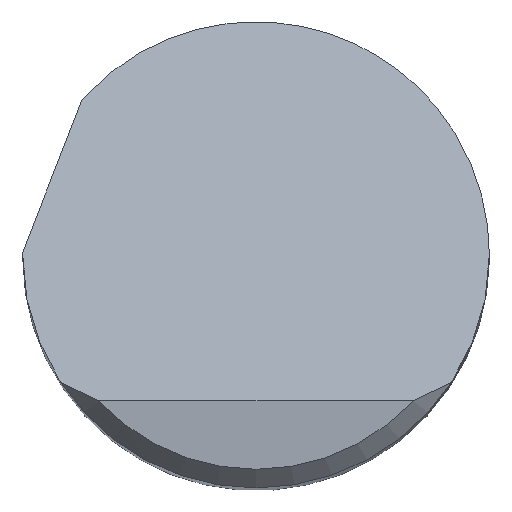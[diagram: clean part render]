
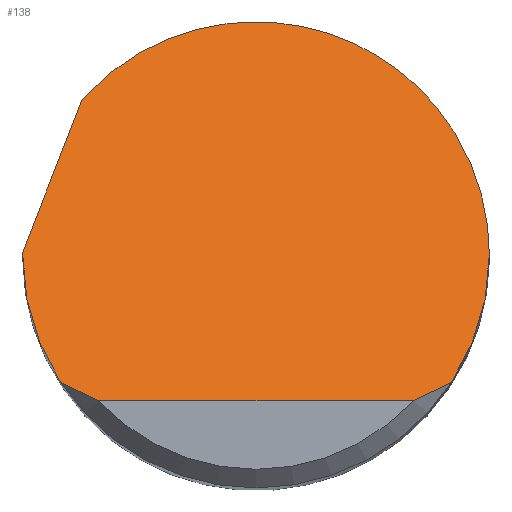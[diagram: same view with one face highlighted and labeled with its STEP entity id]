
A CAD part, top view. The second image highlights one B-rep face of the part: STEP entity #138.
In plain terms, the highlighted planar face has unit normal (0, 0.707, 0.707).
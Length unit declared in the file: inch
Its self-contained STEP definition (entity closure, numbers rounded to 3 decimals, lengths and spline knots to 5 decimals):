
#9 = FACE_OUTER_BOUND ( 'NONE', #255, .T. ) ;
#21 = AXIS2_PLACEMENT_3D ( 'NONE', #182, #75, #422 ) ;
#28 = EDGE_CURVE ( 'NONE', #553, #334, #448, .T. ) ;
#29 = CARTESIAN_POINT ( 'NONE',  ( 0.1875, 0.20437, 2.17813 ) ) ;
#33 = CARTESIAN_POINT ( 'NONE',  ( -0.1875, 0.00133, 2.38117 ) ) ;
#60 = ORIENTED_EDGE ( 'NONE', *, *, #74, .T. ) ;
#74 = EDGE_CURVE ( 'NONE', #750, #101, #701, .T. ) ;
#75 = DIRECTION ( 'NONE',  ( 0., -0.707, -0.707 ) ) ;
#84 = VECTOR ( 'NONE', #604, 39.37008 ) ;
#101 = VERTEX_POINT ( 'NONE', #761 ) ;
#105 = CARTESIAN_POINT ( 'NONE',  ( 0.17704, -0.0718, 2.4543 ) ) ;
#114 = CARTESIAN_POINT ( 'NONE',  ( -0.157, -0.1025, 2.485 ) ) ;
#116 = CARTESIAN_POINT ( 'NONE',  ( 0., -0.1175, 2.5 ) ) ;
#132 = ORIENTED_EDGE ( 'NONE', *, *, #28, .F. ) ;
#138 = ADVANCED_FACE ( 'NONE', ( #9 ), #668, .F. ) ;
#147 = ORIENTED_EDGE ( 'NONE', *, *, #590, .F. ) ;
#160 = EDGE_CURVE ( 'NONE', #101, #334, #710, .T. ) ;
#182 = CARTESIAN_POINT ( 'NONE',  ( -0.1875, -0.1175, 2.5 ) ) ;
#184 = ORIENTED_EDGE ( 'NONE', *, *, #335, .F. ) ;
#194 = VECTOR ( 'NONE', #287, 39.37008 ) ;
#205 = CARTESIAN_POINT ( 'NONE',  ( -0.14711, -0.10785, 2.49035 ) ) ;
#219 = CARTESIAN_POINT ( 'NONE',  ( -0.00341, 0.27733, 2.10517 ) ) ;
#231 = CARTESIAN_POINT ( 'NONE',  ( -0.157, -0.1025, 2.485 ) ) ;
#242 = CARTESIAN_POINT ( 'NONE',  ( 0.12629, -0.1175, 2.5 ) ) ;
#253 = CARTESIAN_POINT ( 'NONE',  ( -0.18749, 0.002, 2.3805 ) ) ;
#255 = EDGE_LOOP ( 'NONE', ( #60, #494, #132, #184, #147, #577, #681, #726 ) ) ;
#286 = CARTESIAN_POINT ( 'NONE',  ( -0.1875, 0., 2.3825 ) ) ;
#287 = DIRECTION ( 'NONE',  ( 1., 0., 0. ) ) ;
#300 = CARTESIAN_POINT ( 'NONE',  ( 0.1369, -0.11288, 2.49538 ) ) ;
#316 = EDGE_CURVE ( 'NONE', #388, #482, #456, .T. ) ;
#322 = CARTESIAN_POINT ( 'NONE',  ( -0.13971, 0.12505, 2.25745 ) ) ;
#328 = CARTESIAN_POINT ( 'NONE',  ( -0.12629, -0.1175, 2.5 ) ) ;
#334 = VERTEX_POINT ( 'NONE', #510 ) ;
#335 = EDGE_CURVE ( 'NONE', #541, #553, #425, .T. ) ;
#388 = VERTEX_POINT ( 'NONE', #286 ) ;
#404 = CARTESIAN_POINT ( 'NONE',  ( 0.157, -0.1025, 2.485 ) ) ;
#409 = CARTESIAN_POINT ( 'NONE',  ( -0.1875, -0.03666, 2.41916 ) ) ;
#421 = LINE ( 'NONE', #658, #84 ) ;
#422 = DIRECTION ( 'NONE',  ( 0., 0.707, -0.707 ) ) ;
#424 = CARTESIAN_POINT ( 'NONE',  ( 0.1875, 0., 2.3825 ) ) ;
#425 =( BOUNDED_CURVE ( )  B_SPLINE_CURVE ( 3, ( #322, #219, #29, #585 ),
 .UNSPECIFIED., .F., .F. ) 
 B_SPLINE_CURVE_WITH_KNOTS ( ( 4, 4 ),
 ( 5.44247, 7.85398 ),
 .UNSPECIFIED. ) 
 CURVE ( )  GEOMETRIC_REPRESENTATION_ITEM ( )  RATIONAL_B_SPLINE_CURVE ( ( 1., 0.571, 0.571, 1. ) ) 
 REPRESENTATION_ITEM ( '' )  );
#431 = CARTESIAN_POINT ( 'NONE',  ( 0.157, -0.1025, 2.485 ) ) ;
#433 = CARTESIAN_POINT ( 'NONE',  ( -0.157, -0.1025, 2.485 ) ) ;
#445 = CARTESIAN_POINT ( 'NONE',  ( -0.12629, -0.1175, 2.5 ) ) ;
#446 = CARTESIAN_POINT ( 'NONE',  ( -0.1875, 0.00067, 2.38183 ) ) ;
#448 =( BOUNDED_CURVE ( )  B_SPLINE_CURVE ( 3, ( #698, #649, #105, #404 ),
 .UNSPECIFIED., .F., .F. ) 
 B_SPLINE_CURVE_WITH_KNOTS ( ( 4, 4 ),
 ( 1.5708, 2.14917 ),
 .UNSPECIFIED. ) 
 CURVE ( )  GEOMETRIC_REPRESENTATION_ITEM ( )  RATIONAL_B_SPLINE_CURVE ( ( 1., 0.972, 0.972, 1. ) ) 
 REPRESENTATION_ITEM ( '' )  );
#456 =( BOUNDED_CURVE ( )  B_SPLINE_CURVE ( 3, ( #618, #446, #33, #613 ),
 .UNSPECIFIED., .F., .F. ) 
 B_SPLINE_CURVE_WITH_KNOTS ( ( 4, 4 ),
 ( 4.71239, 4.72306 ),
 .UNSPECIFIED. ) 
 CURVE ( )  GEOMETRIC_REPRESENTATION_ITEM ( )  RATIONAL_B_SPLINE_CURVE ( ( 1., 1., 1., 1. ) ) 
 REPRESENTATION_ITEM ( '' )  );
#482 = VERTEX_POINT ( 'NONE', #253 ) ;
#494 = ORIENTED_EDGE ( 'NONE', *, *, #160, .T. ) ;
#510 = CARTESIAN_POINT ( 'NONE',  ( 0.157, -0.1025, 2.485 ) ) ;
#535 = CARTESIAN_POINT ( 'NONE',  ( -0.13971, 0.12505, 2.25745 ) ) ;
#536 =( BOUNDED_CURVE ( )  B_SPLINE_CURVE ( 3, ( #231, #584, #409, #578 ),
 .UNSPECIFIED., .F., .F. ) 
 B_SPLINE_CURVE_WITH_KNOTS ( ( 4, 4 ),
 ( 4.13401, 4.71239 ),
 .UNSPECIFIED. ) 
 CURVE ( )  GEOMETRIC_REPRESENTATION_ITEM ( )  RATIONAL_B_SPLINE_CURVE ( ( 1., 0.972, 0.972, 1. ) ) 
 REPRESENTATION_ITEM ( '' )  );
#541 = VERTEX_POINT ( 'NONE', #535 ) ;
#553 = VERTEX_POINT ( 'NONE', #424 ) ;
#577 = ORIENTED_EDGE ( 'NONE', *, *, #316, .F. ) ;
#578 = CARTESIAN_POINT ( 'NONE',  ( -0.1875, 0., 2.3825 ) ) ;
#584 = CARTESIAN_POINT ( 'NONE',  ( -0.17704, -0.0718, 2.4543 ) ) ;
#585 = CARTESIAN_POINT ( 'NONE',  ( 0.1875, 0., 2.3825 ) ) ;
#590 = EDGE_CURVE ( 'NONE', #482, #541, #421, .T. ) ;
#600 = CARTESIAN_POINT ( 'NONE',  ( 0.14711, -0.10785, 2.49035 ) ) ;
#604 = DIRECTION ( 'NONE',  ( 0.265, 0.682, -0.682 ) ) ;
#613 = CARTESIAN_POINT ( 'NONE',  ( -0.18749, 0.002, 2.3805 ) ) ;
#618 = CARTESIAN_POINT ( 'NONE',  ( -0.1875, 0., 2.3825 ) ) ;
#620 = B_SPLINE_CURVE_WITH_KNOTS ( 'NONE', 3,
 ( #433, #205, #670, #445 ),
 .UNSPECIFIED., .F., .F.,
 ( 4, 4 ),
 ( 0., 0.00095 ),
 .UNSPECIFIED. ) ;
#649 = CARTESIAN_POINT ( 'NONE',  ( 0.1875, -0.03666, 2.41916 ) ) ;
#658 = CARTESIAN_POINT ( 'NONE',  ( -0.23064, -0.10912, 2.49162 ) ) ;
#668 = PLANE ( 'NONE',  #21 ) ;
#670 = CARTESIAN_POINT ( 'NONE',  ( -0.1369, -0.11288, 2.49538 ) ) ;
#681 = ORIENTED_EDGE ( 'NONE', *, *, #765, .F. ) ;
#698 = CARTESIAN_POINT ( 'NONE',  ( 0.1875, 0., 2.3825 ) ) ;
#701 = LINE ( 'NONE', #116, #194 ) ;
#709 = EDGE_CURVE ( 'NONE', #751, #750, #620, .T. ) ;
#710 = B_SPLINE_CURVE_WITH_KNOTS ( 'NONE', 3,
 ( #242, #300, #600, #431 ),
 .UNSPECIFIED., .F., .F.,
 ( 4, 4 ),
 ( 0., 0.00095 ),
 .UNSPECIFIED. ) ;
#726 = ORIENTED_EDGE ( 'NONE', *, *, #709, .T. ) ;
#750 = VERTEX_POINT ( 'NONE', #328 ) ;
#751 = VERTEX_POINT ( 'NONE', #114 ) ;
#761 = CARTESIAN_POINT ( 'NONE',  ( 0.12629, -0.1175, 2.5 ) ) ;
#765 = EDGE_CURVE ( 'NONE', #751, #388, #536, .T. ) ;
